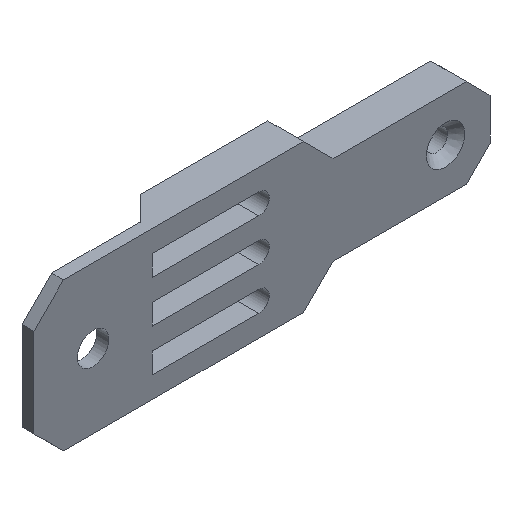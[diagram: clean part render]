
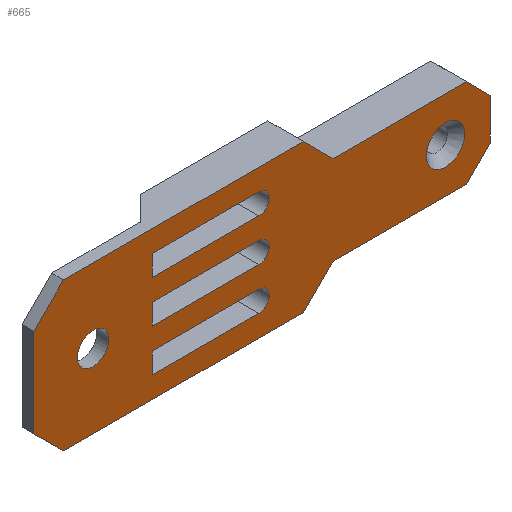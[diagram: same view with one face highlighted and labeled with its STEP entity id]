
A CAD part, isometric view. The second image highlights one B-rep face of the part: STEP entity #665.
In plain terms, the highlighted planar face has unit normal (0, -1, 0).
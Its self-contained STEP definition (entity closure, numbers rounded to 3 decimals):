
#20=LINE('',#930,#104);
#21=LINE('',#932,#105);
#22=LINE('',#934,#106);
#23=LINE('',#936,#107);
#24=LINE('',#938,#108);
#25=LINE('',#940,#109);
#26=LINE('',#942,#110);
#27=LINE('',#944,#111);
#28=LINE('',#946,#112);
#29=LINE('',#948,#113);
#30=LINE('',#950,#114);
#31=LINE('',#951,#115);
#32=LINE('',#954,#116);
#33=LINE('',#958,#117);
#34=LINE('',#959,#118);
#35=LINE('',#964,#119);
#36=LINE('',#968,#120);
#37=LINE('',#969,#121);
#38=LINE('',#972,#122);
#39=LINE('',#976,#123);
#40=LINE('',#977,#124);
#104=VECTOR('',#755,10.);
#105=VECTOR('',#756,10.);
#106=VECTOR('',#757,10.);
#107=VECTOR('',#758,10.);
#108=VECTOR('',#759,10.);
#109=VECTOR('',#760,10.);
#110=VECTOR('',#761,10.);
#111=VECTOR('',#762,10.);
#112=VECTOR('',#763,10.);
#113=VECTOR('',#764,10.);
#114=VECTOR('',#765,10.);
#115=VECTOR('',#766,10.);
#116=VECTOR('',#767,10.);
#117=VECTOR('',#770,10.);
#118=VECTOR('',#771,10.);
#119=VECTOR('',#774,10.);
#120=VECTOR('',#777,10.);
#121=VECTOR('',#778,10.);
#122=VECTOR('',#779,10.);
#123=VECTOR('',#782,10.);
#124=VECTOR('',#783,10.);
#188=PLANE('',#703);
#217=FACE_BOUND('',#263,.T.);
#218=FACE_BOUND('',#264,.T.);
#219=FACE_BOUND('',#265,.T.);
#220=FACE_BOUND('',#266,.T.);
#221=FACE_BOUND('',#267,.T.);
#227=FACE_OUTER_BOUND('',#262,.T.);
#262=EDGE_LOOP('',(#475,#476,#477,#478,#479,#480,#481,#482,#483,#484,#485,
#486));
#263=EDGE_LOOP('',(#487,#488,#489,#490));
#264=EDGE_LOOP('',(#491));
#265=EDGE_LOOP('',(#492,#493,#494,#495));
#266=EDGE_LOOP('',(#496,#497,#498,#499));
#267=EDGE_LOOP('',(#500));
#304=CIRCLE('',#701,3.25);
#306=CIRCLE('',#704,1.75);
#307=CIRCLE('',#705,2.65);
#308=CIRCLE('',#706,1.75);
#309=CIRCLE('',#707,1.75);
#315=VERTEX_POINT('',#923);
#317=VERTEX_POINT('',#928);
#318=VERTEX_POINT('',#929);
#319=VERTEX_POINT('',#931);
#320=VERTEX_POINT('',#933);
#321=VERTEX_POINT('',#935);
#322=VERTEX_POINT('',#937);
#323=VERTEX_POINT('',#939);
#324=VERTEX_POINT('',#941);
#325=VERTEX_POINT('',#943);
#326=VERTEX_POINT('',#945);
#327=VERTEX_POINT('',#947);
#328=VERTEX_POINT('',#949);
#329=VERTEX_POINT('',#952);
#330=VERTEX_POINT('',#953);
#331=VERTEX_POINT('',#955);
#332=VERTEX_POINT('',#957);
#333=VERTEX_POINT('',#960);
#334=VERTEX_POINT('',#962);
#335=VERTEX_POINT('',#963);
#336=VERTEX_POINT('',#965);
#337=VERTEX_POINT('',#967);
#338=VERTEX_POINT('',#970);
#339=VERTEX_POINT('',#971);
#340=VERTEX_POINT('',#973);
#341=VERTEX_POINT('',#975);
#378=EDGE_CURVE('',#315,#315,#304,.T.);
#380=EDGE_CURVE('',#317,#318,#20,.T.);
#381=EDGE_CURVE('',#317,#319,#21,.T.);
#382=EDGE_CURVE('',#319,#320,#22,.T.);
#383=EDGE_CURVE('',#321,#320,#23,.T.);
#384=EDGE_CURVE('',#322,#321,#24,.T.);
#385=EDGE_CURVE('',#323,#322,#25,.T.);
#386=EDGE_CURVE('',#324,#323,#26,.T.);
#387=EDGE_CURVE('',#325,#324,#27,.T.);
#388=EDGE_CURVE('',#326,#325,#28,.T.);
#389=EDGE_CURVE('',#327,#326,#29,.T.);
#390=EDGE_CURVE('',#328,#327,#30,.T.);
#391=EDGE_CURVE('',#318,#328,#31,.T.);
#392=EDGE_CURVE('',#329,#330,#32,.T.);
#393=EDGE_CURVE('',#330,#331,#306,.T.);
#394=EDGE_CURVE('',#331,#332,#33,.T.);
#395=EDGE_CURVE('',#329,#332,#34,.T.);
#396=EDGE_CURVE('',#333,#333,#307,.T.);
#397=EDGE_CURVE('',#334,#335,#35,.T.);
#398=EDGE_CURVE('',#335,#336,#308,.T.);
#399=EDGE_CURVE('',#336,#337,#36,.T.);
#400=EDGE_CURVE('',#334,#337,#37,.T.);
#401=EDGE_CURVE('',#338,#339,#38,.T.);
#402=EDGE_CURVE('',#339,#340,#309,.T.);
#403=EDGE_CURVE('',#340,#341,#39,.T.);
#404=EDGE_CURVE('',#338,#341,#40,.T.);
#475=ORIENTED_EDGE('',*,*,#380,.F.);
#476=ORIENTED_EDGE('',*,*,#381,.T.);
#477=ORIENTED_EDGE('',*,*,#382,.T.);
#478=ORIENTED_EDGE('',*,*,#383,.F.);
#479=ORIENTED_EDGE('',*,*,#384,.F.);
#480=ORIENTED_EDGE('',*,*,#385,.F.);
#481=ORIENTED_EDGE('',*,*,#386,.F.);
#482=ORIENTED_EDGE('',*,*,#387,.F.);
#483=ORIENTED_EDGE('',*,*,#388,.F.);
#484=ORIENTED_EDGE('',*,*,#389,.F.);
#485=ORIENTED_EDGE('',*,*,#390,.F.);
#486=ORIENTED_EDGE('',*,*,#391,.F.);
#487=ORIENTED_EDGE('',*,*,#392,.T.);
#488=ORIENTED_EDGE('',*,*,#393,.T.);
#489=ORIENTED_EDGE('',*,*,#394,.T.);
#490=ORIENTED_EDGE('',*,*,#395,.F.);
#491=ORIENTED_EDGE('',*,*,#396,.F.);
#492=ORIENTED_EDGE('',*,*,#397,.T.);
#493=ORIENTED_EDGE('',*,*,#398,.T.);
#494=ORIENTED_EDGE('',*,*,#399,.T.);
#495=ORIENTED_EDGE('',*,*,#400,.F.);
#496=ORIENTED_EDGE('',*,*,#401,.T.);
#497=ORIENTED_EDGE('',*,*,#402,.T.);
#498=ORIENTED_EDGE('',*,*,#403,.T.);
#499=ORIENTED_EDGE('',*,*,#404,.F.);
#500=ORIENTED_EDGE('',*,*,#378,.F.);
#665=ADVANCED_FACE('',(#227,#217,#218,#219,#220,#221),#188,.F.);
#701=AXIS2_PLACEMENT_3D('',#924,#749,#750);
#703=AXIS2_PLACEMENT_3D('',#927,#753,#754);
#704=AXIS2_PLACEMENT_3D('',#956,#768,#769);
#705=AXIS2_PLACEMENT_3D('',#961,#772,#773);
#706=AXIS2_PLACEMENT_3D('',#966,#775,#776);
#707=AXIS2_PLACEMENT_3D('',#974,#780,#781);
#749=DIRECTION('center_axis',(0.,-1.,0.));
#750=DIRECTION('ref_axis',(1.,0.,0.));
#753=DIRECTION('center_axis',(0.,1.,0.));
#754=DIRECTION('ref_axis',(1.,0.,0.));
#755=DIRECTION('',(0.707,0.,-0.707));
#756=DIRECTION('',(-1.,0.,0.));
#757=DIRECTION('',(-0.707,0.,0.707));
#758=DIRECTION('',(1.,0.,0.));
#759=DIRECTION('',(0.707,0.,0.707));
#760=DIRECTION('',(0.,0.,1.));
#761=DIRECTION('',(-0.707,0.,0.707));
#762=DIRECTION('',(-1.,0.,0.));
#763=DIRECTION('',(-0.707,0.,-0.707));
#764=DIRECTION('',(-1.,0.,0.));
#765=DIRECTION('',(-0.707,0.,-0.707));
#766=DIRECTION('',(0.,0.,-1.));
#767=DIRECTION('',(1.,0.,0.));
#768=DIRECTION('center_axis',(0.,1.,0.));
#769=DIRECTION('ref_axis',(0.,0.,1.));
#770=DIRECTION('',(-1.,0.,0.));
#771=DIRECTION('',(0.,0.,-1.));
#772=DIRECTION('center_axis',(0.,-1.,0.));
#773=DIRECTION('ref_axis',(1.,0.,0.));
#774=DIRECTION('',(1.,0.,0.));
#775=DIRECTION('center_axis',(0.,1.,0.));
#776=DIRECTION('ref_axis',(0.,0.,1.));
#777=DIRECTION('',(-1.,0.,0.));
#778=DIRECTION('',(0.,0.,-1.));
#779=DIRECTION('',(1.,0.,0.));
#780=DIRECTION('center_axis',(0.,1.,0.));
#781=DIRECTION('ref_axis',(0.,0.,1.));
#782=DIRECTION('',(-1.,0.,0.));
#783=DIRECTION('',(0.,0.,-1.));
#923=CARTESIAN_POINT('',(-10.75,0.,12.5));
#924=CARTESIAN_POINT('Origin',(-7.5,0.,12.5));
#927=CARTESIAN_POINT('Origin',(-67.,0.,12.5));
#928=CARTESIAN_POINT('',(-4.,0.,20.));
#929=CARTESIAN_POINT('',(0.,0.,16.));
#930=CARTESIAN_POINT('',(-16.875,0.,32.875));
#931=CARTESIAN_POINT('',(-26.5,0.,20.));
#932=CARTESIAN_POINT('',(0.,0.,20.));
#933=CARTESIAN_POINT('',(-31.5,0.,25.));
#934=CARTESIAN_POINT('',(-26.5,0.,20.));
#935=CARTESIAN_POINT('',(-72.,0.,25.));
#936=CARTESIAN_POINT('',(-77.,0.,25.));
#937=CARTESIAN_POINT('',(-77.,0.,20.));
#938=CARTESIAN_POINT('',(-75.125,0.,21.875));
#939=CARTESIAN_POINT('',(-77.,0.,5.));
#940=CARTESIAN_POINT('',(-77.,0.,0.));
#941=CARTESIAN_POINT('',(-72.,0.,0.));
#942=CARTESIAN_POINT('',(-75.125,0.,3.125));
#943=CARTESIAN_POINT('',(-31.5,0.,0.));
#944=CARTESIAN_POINT('',(0.,0.,0.));
#945=CARTESIAN_POINT('',(-26.5,0.,5.));
#946=CARTESIAN_POINT('',(-26.5,0.,5.));
#947=CARTESIAN_POINT('',(-4.,0.,5.));
#948=CARTESIAN_POINT('',(0.,0.,5.));
#949=CARTESIAN_POINT('',(0.,0.,9.));
#950=CARTESIAN_POINT('',(-16.875,0.,-7.875));
#951=CARTESIAN_POINT('',(0.,0.,25.));
#952=CARTESIAN_POINT('',(-57.,0.,7.125));
#953=CARTESIAN_POINT('',(-39.,0.,7.125));
#954=CARTESIAN_POINT('',(-57.,0.,7.125));
#955=CARTESIAN_POINT('',(-39.,0.,3.625));
#956=CARTESIAN_POINT('Origin',(-39.,0.,5.375));
#957=CARTESIAN_POINT('',(-57.,0.,3.625));
#958=CARTESIAN_POINT('',(-39.,0.,3.625));
#959=CARTESIAN_POINT('',(-57.,0.,25.));
#960=CARTESIAN_POINT('',(-69.65,0.,12.5));
#961=CARTESIAN_POINT('Origin',(-67.,0.,12.5));
#962=CARTESIAN_POINT('',(-57.,0.,14.25));
#963=CARTESIAN_POINT('',(-39.,0.,14.25));
#964=CARTESIAN_POINT('',(-57.,0.,14.25));
#965=CARTESIAN_POINT('',(-39.,0.,10.75));
#966=CARTESIAN_POINT('Origin',(-39.,0.,12.5));
#967=CARTESIAN_POINT('',(-57.,0.,10.75));
#968=CARTESIAN_POINT('',(-39.,0.,10.75));
#969=CARTESIAN_POINT('',(-57.,0.,25.));
#970=CARTESIAN_POINT('',(-57.,0.,21.375));
#971=CARTESIAN_POINT('',(-39.,0.,21.375));
#972=CARTESIAN_POINT('',(-57.,0.,21.375));
#973=CARTESIAN_POINT('',(-39.,0.,17.875));
#974=CARTESIAN_POINT('Origin',(-39.,0.,19.625));
#975=CARTESIAN_POINT('',(-57.,0.,17.875));
#976=CARTESIAN_POINT('',(-39.,0.,17.875));
#977=CARTESIAN_POINT('',(-57.,0.,25.));
